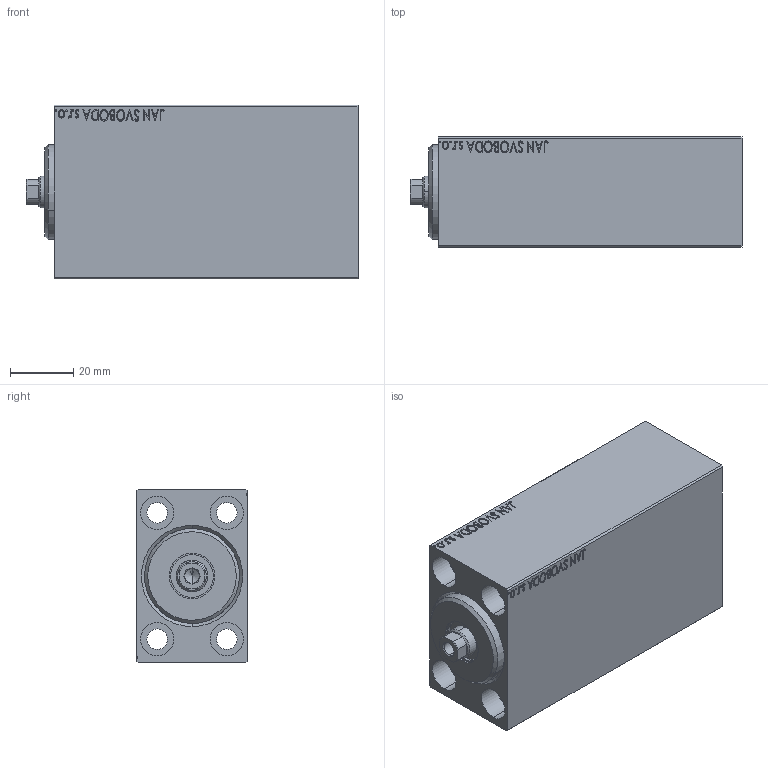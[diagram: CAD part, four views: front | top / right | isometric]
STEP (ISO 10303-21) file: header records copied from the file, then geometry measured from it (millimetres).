
FILE_DESCRIPTION (( 'STEP AP203' ), '1' );
FILE_NAME ('a6b1.STEP', '2021-03-19T04:23:15', ( '' ), ( '' ), 'SwSTEP 2.0', 'SolidWorks 2019', '' );
FILE_SCHEMA (( 'CONFIG_CONTROL_DESIGN' ));
Length unit declared in the file: millimetre
Products named in the file (4): V450CM_C 6f3806be28d9f657f68fa84c67295f79; V450CM_VC_B 6f3806be28d9f657f68fa84c67295f79; V450CM_C_VCP 6f3806be28d9f657f68fa84c67295f79; a6b1
Assembly tree (3 placements, depth 2):
  a6b1
    V450CM_C 6f3806be28d9f657f68fa84c67295f79
    V450CM_C_VCP 6f3806be28d9f657f68fa84c67295f79
    V450CM_VC_B 6f3806be28d9f657f68fa84c67295f79
Bounding box: 105 x 35 x 55 mm (x, y, z)
Volume: 161360 mm3; surface area: 43168 mm2
Topology: 3 solids, 3 shells, 865 faces, 2219 edges, 1471 vertices
Faces by surface type: plane 409, bspline 380, cylinder 62, cone 14
Entity records: 44081 total; most frequent: CARTESIAN_POINT 25127, ORIENTED_EDGE 4434, DIRECTION 2561, EDGE_CURVE 2217, VERTEX_POINT 1471, LINE 1307, VECTOR 1307, EDGE_LOOP 992
